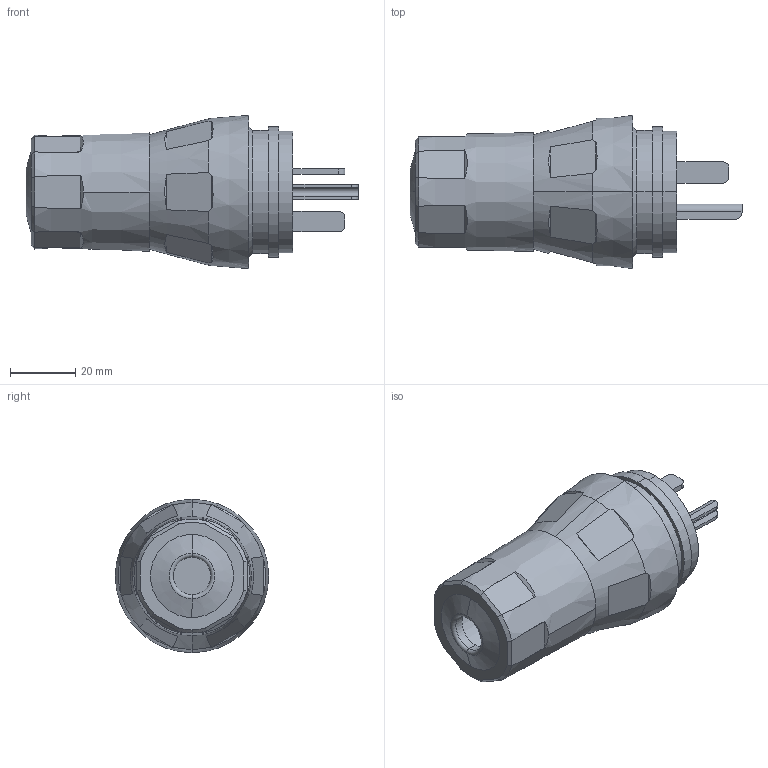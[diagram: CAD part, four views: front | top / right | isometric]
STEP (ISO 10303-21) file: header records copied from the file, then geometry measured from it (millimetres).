
FILE_DESCRIPTION (( 'STEP AP214' ), '1' );
FILE_NAME ('BRY14W33.step', '2016-08-29T18:35:41', ( '' ), ( '' ), 'SwSTEP 2.0', 'SolidWorks 2016', '' );
FILE_SCHEMA (( 'AUTOMOTIVE_DESIGN' ));
Length unit declared in the file: millimetre
Products named in the file (1): BRY14W33
Bounding box: 101.97 x 47.1 x 47.1 mm (x, y, z)
Volume: 89099.1 mm3; surface area: 23625.3 mm2
Topology: 7 solids, 7 shells, 129 faces, 319 edges, 208 vertices
Faces by surface type: plane 80, cylinder 26, cone 21, torus 2
Entity records: 3991 total; most frequent: CARTESIAN_POINT 969, ORIENTED_EDGE 638, DIRECTION 577, EDGE_CURVE 319, AXIS2_PLACEMENT_3D 220, VERTEX_POINT 208, VECTOR 137, EDGE_LOOP 137
